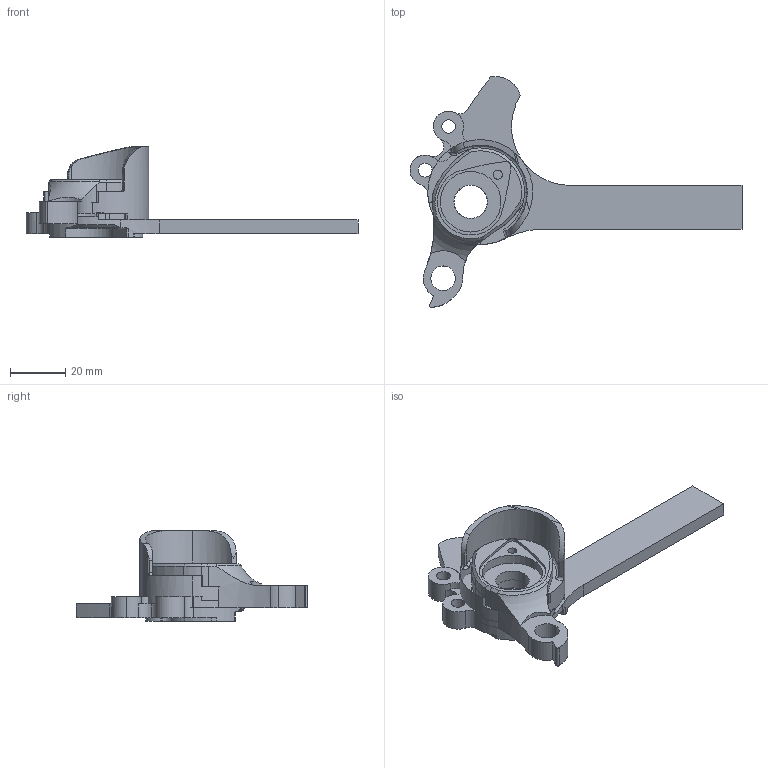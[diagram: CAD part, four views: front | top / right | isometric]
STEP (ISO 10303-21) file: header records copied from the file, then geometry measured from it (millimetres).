
FILE_DESCRIPTION (( 'STEP AP214' ), '1' );
FILE_NAME ('DR2087R.STEP', '2018-11-26T17:07:56', ( 'JeffCAD' ), ( 'Microsoft' ), 'SwSTEP 2.0', 'SolidWorks 2018', '' );
FILE_SCHEMA (( 'AUTOMOTIVE_DESIGN' ));
Length unit declared in the file: millimetre
Products named in the file (1): DR2087R
Bounding box: 120.53 x 83.88 x 32.94 mm (x, y, z)
Volume: 31169.3 mm3; surface area: 18627 mm2
Topology: 3 solids, 3 shells, 198 faces, 535 edges, 346 vertices
Faces by surface type: cylinder 127, plane 38, cone 22, torus 11
Entity records: 6618 total; most frequent: CARTESIAN_POINT 1328, DIRECTION 1200, ORIENTED_EDGE 1070, EDGE_CURVE 535, AXIS2_PLACEMENT_3D 500, VERTEX_POINT 346, CIRCLE 301, EDGE_LOOP 223
